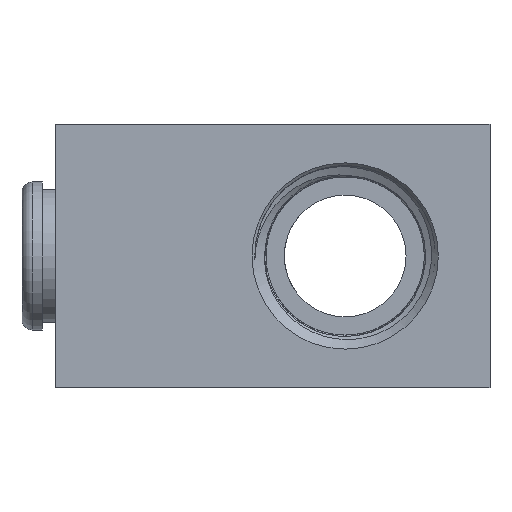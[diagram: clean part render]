
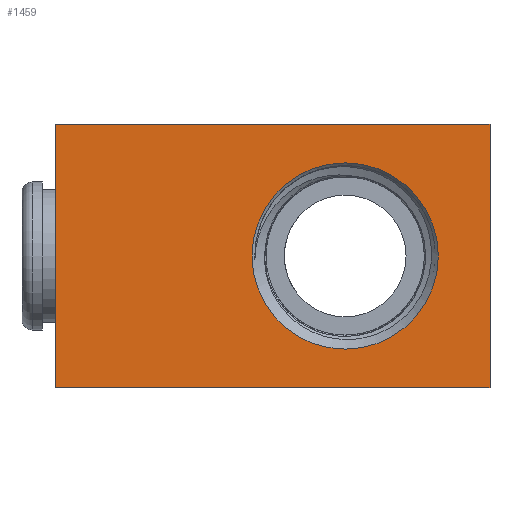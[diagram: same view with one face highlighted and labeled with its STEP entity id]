
A CAD part, left-side view. The second image highlights one B-rep face of the part: STEP entity #1459.
In plain terms, the highlighted planar face has unit normal (-1, 0, 0).
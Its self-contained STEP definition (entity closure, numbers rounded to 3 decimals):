
#25=PLANE('',#1628);
#59=FACE_BOUND('',#281,.T.);
#186=FACE_OUTER_BOUND('',#280,.T.);
#280=EDGE_LOOP('',(#1200,#1201,#1202,#1203));
#281=EDGE_LOOP('',(#1204));
#407=CIRCLE('',#1618,7.072);
#535=LINE('',#7894,#591);
#536=LINE('',#7896,#592);
#537=LINE('',#7898,#593);
#538=LINE('',#7899,#594);
#591=VECTOR('',#1946,1000.);
#592=VECTOR('',#1947,1000.);
#593=VECTOR('',#1948,1000.);
#594=VECTOR('',#1949,1000.);
#716=VERTEX_POINT('',#7215);
#729=VERTEX_POINT('',#7892);
#730=VERTEX_POINT('',#7893);
#731=VERTEX_POINT('',#7895);
#732=VERTEX_POINT('',#7897);
#904=EDGE_CURVE('',#716,#716,#407,.T.);
#923=EDGE_CURVE('',#729,#730,#535,.T.);
#924=EDGE_CURVE('',#731,#730,#536,.T.);
#925=EDGE_CURVE('',#732,#731,#537,.T.);
#926=EDGE_CURVE('',#732,#729,#538,.T.);
#1200=ORIENTED_EDGE('',*,*,#923,.T.);
#1201=ORIENTED_EDGE('',*,*,#924,.F.);
#1202=ORIENTED_EDGE('',*,*,#925,.F.);
#1203=ORIENTED_EDGE('',*,*,#926,.T.);
#1204=ORIENTED_EDGE('',*,*,#904,.T.);
#1459=ADVANCED_FACE('',(#186,#59),#25,.F.);
#1618=AXIS2_PLACEMENT_3D('',#7217,#1921,#1922);
#1628=AXIS2_PLACEMENT_3D('',#7891,#1944,#1945);
#1921=DIRECTION('center_axis',(1.,0.,0.));
#1922=DIRECTION('ref_axis',(0.,1.,0.));
#1944=DIRECTION('center_axis',(1.,0.,0.));
#1945=DIRECTION('ref_axis',(0.,1.,0.));
#1946=DIRECTION('',(0.,-1.,0.));
#1947=DIRECTION('',(0.,0.,-1.));
#1948=DIRECTION('',(0.,-1.,0.));
#1949=DIRECTION('',(0.,0.,-1.));
#7215=CARTESIAN_POINT('',(-57.,11.,-7.072));
#7217=CARTESIAN_POINT('Origin',(-57.,11.,0.));
#7891=CARTESIAN_POINT('Origin',(-57.,0.,10.));
#7892=CARTESIAN_POINT('',(-57.,33.,-10.));
#7893=CARTESIAN_POINT('',(-57.,0.,-10.));
#7894=CARTESIAN_POINT('',(-57.,0.,-10.));
#7895=CARTESIAN_POINT('',(-57.,0.,10.));
#7896=CARTESIAN_POINT('',(-57.,0.,10.));
#7897=CARTESIAN_POINT('',(-57.,33.,10.));
#7898=CARTESIAN_POINT('',(-57.,0.,10.));
#7899=CARTESIAN_POINT('',(-57.,33.,10.));
